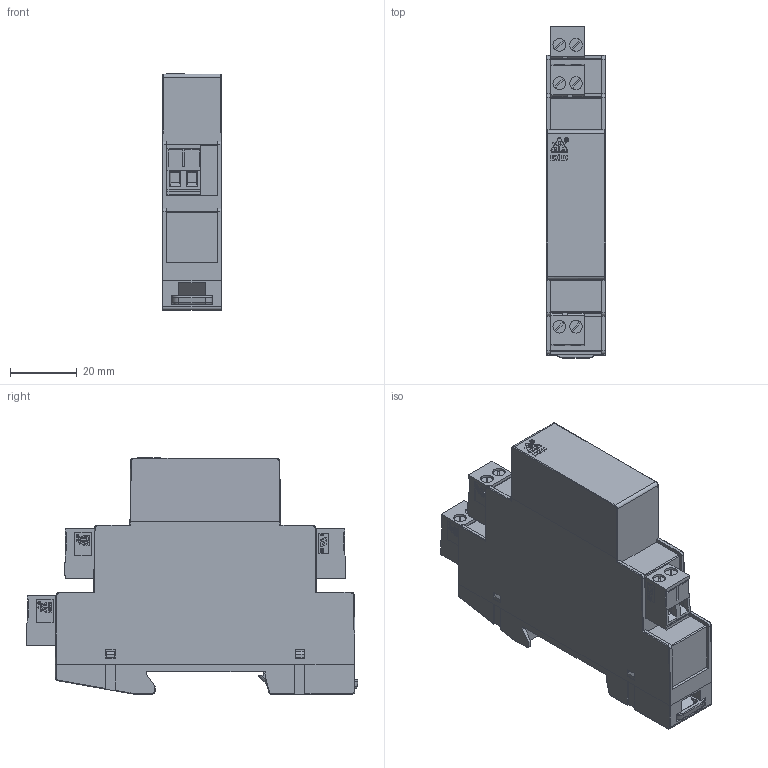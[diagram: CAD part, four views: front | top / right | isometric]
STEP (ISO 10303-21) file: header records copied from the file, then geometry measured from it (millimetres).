
FILE_DESCRIPTION (( 'STEP AP214' ), '1' );
FILE_NAME ('RK6929-16PS-61.STEP', '2025-12-12T16:55:20', ( '' ), ( '' ), 'SwSTEP 2.0', 'SolidWorks 2024', '' );
FILE_SCHEMA (( 'AUTOMOTIVE_DESIGN' ));
Products named in the file (1): RK6929-16PS-61
Bounding box: 17.8 x 99.5 x 70.9 mm (x, y, z)
Volume: 83751.6 mm3; surface area: 21995.7 mm2
Topology: 1 solids, 1 shells, 1816 faces, 4960 edges, 3248 vertices
Faces by surface type: plane 1353, cylinder 391, bspline 28, torus 24, cone 18, sphere 2
Full cylindrical faces by diameter (mm): 0.758 x3, 0.819 x3, 1.263 x1, 1.365 x1, 3.5 x6, 3.8 x6
Entity records: 57574 total; most frequent: CARTESIAN_POINT 11430, ORIENTED_EDGE 9844, DIRECTION 9106, EDGE_CURVE 4922, LINE 3988, VECTOR 3988, VERTEX_POINT 3242, AXIS2_PLACEMENT_3D 2559
